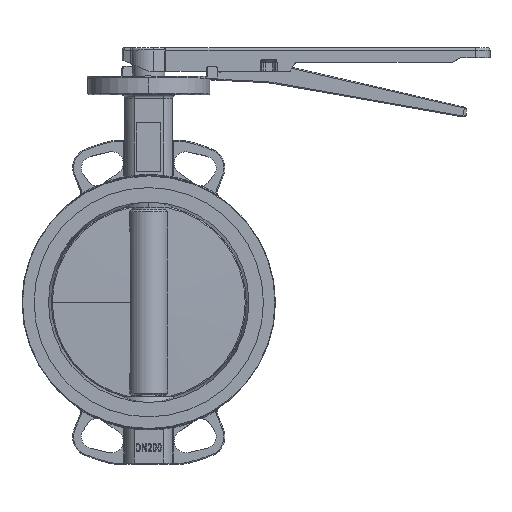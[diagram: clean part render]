
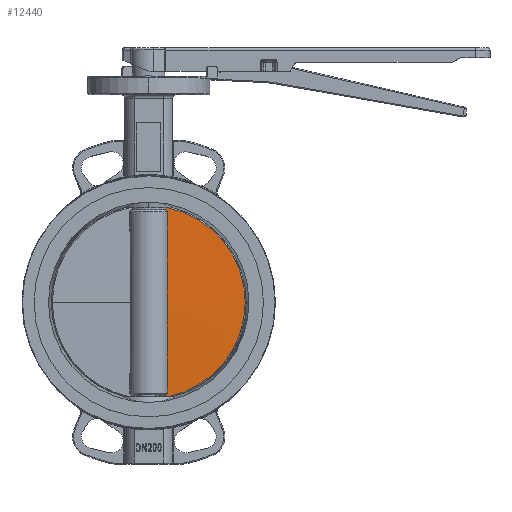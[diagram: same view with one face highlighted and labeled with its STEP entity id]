
A CAD part, top view. The second image highlights one B-rep face of the part: STEP entity #12440.
In plain terms, the highlighted conical face has half-angle 88.82 degrees and reference radius 48548.9 mm.
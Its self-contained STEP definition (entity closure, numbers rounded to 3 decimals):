
#89 = CARTESIAN_POINT ( 'NONE',  ( -197.182, -29.267, 430.149 ) ) ;
#330 = DIRECTION ( 'NONE',  ( -1., 0., 0. ) ) ;
#416 = CONICAL_SURFACE ( 'NONE', #429, 48548.88, 1.55 ) ;
#429 = AXIS2_PLACEMENT_3D ( 'NONE', #937, #16773, #13227 ) ;
#578 = ORIENTED_EDGE ( 'NONE', *, *, #1262, .F. ) ;
#645 = CARTESIAN_POINT ( 'NONE',  ( -198.767, 58.074, 428.546 ) ) ;
#937 = CARTESIAN_POINT ( 'NONE',  ( -216.045, -37.026, -569.463 ) ) ;
#945 = B_SPLINE_CURVE_WITH_KNOTS ( 'NONE', 3,
 ( #7191, #15997, #17790, #7280 ),
 .UNSPECIFIED., .F., .F.,
 ( 4, 4 ),
 ( 0.02, 0.022 ),
 .UNSPECIFIED. ) ;
#990 = CARTESIAN_POINT ( 'NONE',  ( -196.7, 56.074, 428.579 ) ) ;
#1037 = VERTEX_POINT ( 'NONE', #20953 ) ;
#1231 = CARTESIAN_POINT ( 'NONE',  ( -196.7, 56.074, 428.579 ) ) ;
#1262 = EDGE_CURVE ( 'NONE', #1037, #16030, #2001, .T. ) ;
#1530 = FACE_OUTER_BOUND ( 'NONE', #3925, .T. ) ;
#1884 = CARTESIAN_POINT ( 'NONE',  ( -197.145, -52.547, 430.043 ) ) ;
#2001 = CIRCLE ( 'NONE', #17718, 98.9 ) ;
#2090 = CARTESIAN_POINT ( 'NONE',  ( -196.927, 59.824, 428.504 ) ) ;
#2512 = CARTESIAN_POINT ( 'NONE',  ( -198.763, 58.657, 428.534 ) ) ;
#3652 = CARTESIAN_POINT ( 'NONE',  ( -197.013, -75.821, 429.649 ) ) ;
#3925 = EDGE_LOOP ( 'NONE', ( #578, #10862, #4398, #12277, #11338, #22682, #15077, #16433 ) ) ;
#4007 = VERTEX_POINT ( 'NONE', #13510 ) ;
#4216 = CARTESIAN_POINT ( 'NONE',  ( -196.7, -130.126, 428.579 ) ) ;
#4232 = EDGE_CURVE ( 'NONE', #10014, #8395, #20347, .T. ) ;
#4292 = CARTESIAN_POINT ( 'NONE',  ( -198.756, 59.824, 428.511 ) ) ;
#4398 = ORIENTED_EDGE ( 'NONE', *, *, #4232, .F. ) ;
#4851 = CARTESIAN_POINT ( 'NONE',  ( -196.7, -130.126, 428.579 ) ) ;
#5195 = CARTESIAN_POINT ( 'NONE',  ( -196.783, 40.558, 428.892 ) ) ;
#5439 = CARTESIAN_POINT ( 'NONE',  ( -196.783, -114.611, 428.892 ) ) ;
#6305 = EDGE_CURVE ( 'NONE', #4007, #10488, #945, .T. ) ;
#6457 = CARTESIAN_POINT ( 'NONE',  ( -198.077, 57.409, 428.557 ) ) ;
#6610 = CARTESIAN_POINT ( 'NONE',  ( -198.077, -131.461, 428.557 ) ) ;
#6894 = VERTEX_POINT ( 'NONE', #4216 ) ;
#7191 = CARTESIAN_POINT ( 'NONE',  ( -198.756, -133.876, 428.511 ) ) ;
#7280 = CARTESIAN_POINT ( 'NONE',  ( -198.767, -132.126, 428.546 ) ) ;
#7378 = EDGE_CURVE ( 'NONE', #21799, #6894, #21646, .T. ) ;
#7542 = CARTESIAN_POINT ( 'NONE',  ( -198.756, -133.876, 428.511 ) ) ;
#7585 = CARTESIAN_POINT ( 'NONE',  ( -198.767, -132.126, 428.546 ) ) ;
#7757 = CARTESIAN_POINT ( 'NONE',  ( -198.767, 58.074, 428.546 ) ) ;
#8395 = VERTEX_POINT ( 'NONE', #21530 ) ;
#8396 = EDGE_CURVE ( 'NONE', #4007, #16030, #17531, .T. ) ;
#8519 = CARTESIAN_POINT ( 'NONE',  ( -196.013, -133.876, 428.5 ) ) ;
#8894 = CARTESIAN_POINT ( 'NONE',  ( -197.013, 1.767, 429.649 ) ) ;
#9221 = CARTESIAN_POINT ( 'NONE',  ( -197.842, -133.876, 428.507 ) ) ;
#9294 = CARTESIAN_POINT ( 'NONE',  ( -196.927, -133.876, 428.504 ) ) ;
#10014 = VERTEX_POINT ( 'NONE', #645 ) ;
#10149 = B_SPLINE_CURVE_WITH_KNOTS ( 'NONE', 3,
 ( #18061, #2090, #21626, #11040 ),
 .UNSPECIFIED., .F., .F.,
 ( 4, 4 ),
 ( 0.019, 0.022 ),
 .UNSPECIFIED. ) ;
#10359 = DIRECTION ( 'NONE',  ( 0., 0., -1. ) ) ;
#10488 = VERTEX_POINT ( 'NONE', #7585 ) ;
#10628 = CARTESIAN_POINT ( 'NONE',  ( -197.145, -21.508, 430.043 ) ) ;
#10862 = ORIENTED_EDGE ( 'NONE', *, *, #22191, .T. ) ;
#11040 = CARTESIAN_POINT ( 'NONE',  ( -198.756, 59.824, 428.511 ) ) ;
#11338 = ORIENTED_EDGE ( 'NONE', *, *, #7378, .T. ) ;
#11737 = CARTESIAN_POINT ( 'NONE',  ( -197.388, 56.742, 428.568 ) ) ;
#11832 = B_SPLINE_CURVE_WITH_KNOTS ( 'NONE', 3,
 ( #4851, #13590, #6610, #18921 ),
 .UNSPECIFIED., .F., .F.,
 ( 4, 4 ),
 ( 0., 0.003 ),
 .UNSPECIFIED. ) ;
#12277 = ORIENTED_EDGE ( 'NONE', *, *, #21849, .T. ) ;
#12388 = CARTESIAN_POINT ( 'NONE',  ( -197.182, -44.788, 430.149 ) ) ;
#12440 = ADVANCED_FACE ( 'NONE', ( #1530 ), #416, .T. ) ;
#13227 = DIRECTION ( 'NONE',  ( -1., 0., 0. ) ) ;
#13510 = CARTESIAN_POINT ( 'NONE',  ( -198.756, -133.876, 428.511 ) ) ;
#13590 = CARTESIAN_POINT ( 'NONE',  ( -197.388, -130.794, 428.568 ) ) ;
#14174 = CARTESIAN_POINT ( 'NONE',  ( -197.061, -68.063, 429.794 ) ) ;
#14816 = CARTESIAN_POINT ( 'NONE',  ( -198.76, 59.241, 428.523 ) ) ;
#15077 = ORIENTED_EDGE ( 'NONE', *, *, #6305, .F. ) ;
#15936 = CARTESIAN_POINT ( 'NONE',  ( -196.873, -99.095, 429.204 ) ) ;
#15946 = B_SPLINE_CURVE_WITH_KNOTS ( 'NONE', 3,
 ( #16991, #6457, #11737, #1231 ),
 .UNSPECIFIED., .F., .F.,
 ( 4, 4 ),
 ( 0.004, 0.006 ),
 .UNSPECIFIED. ) ;
#15997 = CARTESIAN_POINT ( 'NONE',  ( -198.76, -133.293, 428.523 ) ) ;
#16030 = VERTEX_POINT ( 'NONE', #8519 ) ;
#16433 = ORIENTED_EDGE ( 'NONE', *, *, #8396, .T. ) ;
#16773 = DIRECTION ( 'NONE',  ( 0., 0., -1. ) ) ;
#16991 = CARTESIAN_POINT ( 'NONE',  ( -198.767, 58.074, 428.546 ) ) ;
#17496 = CARTESIAN_POINT ( 'NONE',  ( -196.7, 56.074, 428.579 ) ) ;
#17531 = B_SPLINE_CURVE_WITH_KNOTS ( 'NONE', 3,
 ( #7542, #9221, #9294, #21614 ),
 .UNSPECIFIED., .F., .F.,
 ( 4, 4 ),
 ( 0.02, 0.023 ),
 .UNSPECIFIED. ) ;
#17718 = AXIS2_PLACEMENT_3D ( 'NONE', #19077, #10359, #330 ) ;
#17724 = CARTESIAN_POINT ( 'NONE',  ( -196.7, -130.126, 428.579 ) ) ;
#17790 = CARTESIAN_POINT ( 'NONE',  ( -198.763, -132.709, 428.534 ) ) ;
#18061 = CARTESIAN_POINT ( 'NONE',  ( -196.013, 59.824, 428.5 ) ) ;
#18921 = CARTESIAN_POINT ( 'NONE',  ( -198.767, -132.126, 428.546 ) ) ;
#19077 = CARTESIAN_POINT ( 'NONE',  ( -216.045, -37.026, 428.5 ) ) ;
#19439 = CARTESIAN_POINT ( 'NONE',  ( -196.873, 25.042, 429.204 ) ) ;
#20347 = B_SPLINE_CURVE_WITH_KNOTS ( 'NONE', 3,
 ( #7757, #2512, #14816, #4292 ),
 .UNSPECIFIED., .F., .F.,
 ( 4, 4 ),
 ( 0.212, 0.214 ),
 .UNSPECIFIED. ) ;
#20953 = CARTESIAN_POINT ( 'NONE',  ( -196.013, 59.824, 428.5 ) ) ;
#21207 = CARTESIAN_POINT ( 'NONE',  ( -197.061, -5.991, 429.794 ) ) ;
#21530 = CARTESIAN_POINT ( 'NONE',  ( -198.756, 59.824, 428.511 ) ) ;
#21614 = CARTESIAN_POINT ( 'NONE',  ( -196.013, -133.876, 428.5 ) ) ;
#21626 = CARTESIAN_POINT ( 'NONE',  ( -197.842, 59.824, 428.507 ) ) ;
#21646 = B_SPLINE_CURVE_WITH_KNOTS ( 'NONE', 3,
 ( #17496, #5195, #19439, #8894, #21207, #10628, #89, #12388, #1884, #14174, #3652, #15936, #5439, #17724 ),
 .UNSPECIFIED., .F., .F.,
 ( 4, 2, 2, 2, 2, 2, 4 ),
 ( 0.014, 0.061, 0.084, 0.107, 0.13, 0.154, 0.2 ),
 .UNSPECIFIED. ) ;
#21799 = VERTEX_POINT ( 'NONE', #990 ) ;
#21849 = EDGE_CURVE ( 'NONE', #10014, #21799, #15946, .T. ) ;
#21921 = EDGE_CURVE ( 'NONE', #6894, #10488, #11832, .T. ) ;
#22191 = EDGE_CURVE ( 'NONE', #1037, #8395, #10149, .T. ) ;
#22682 = ORIENTED_EDGE ( 'NONE', *, *, #21921, .T. ) ;
